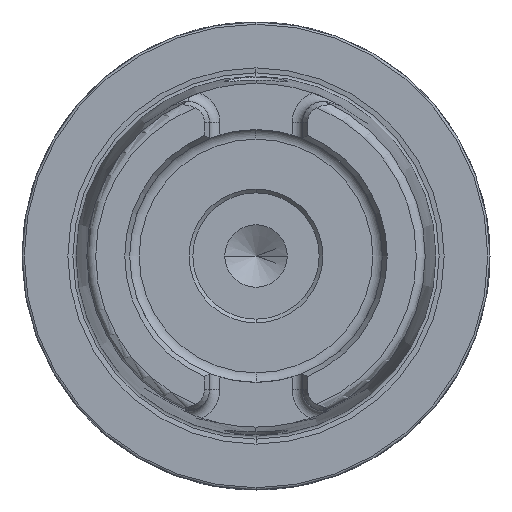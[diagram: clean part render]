
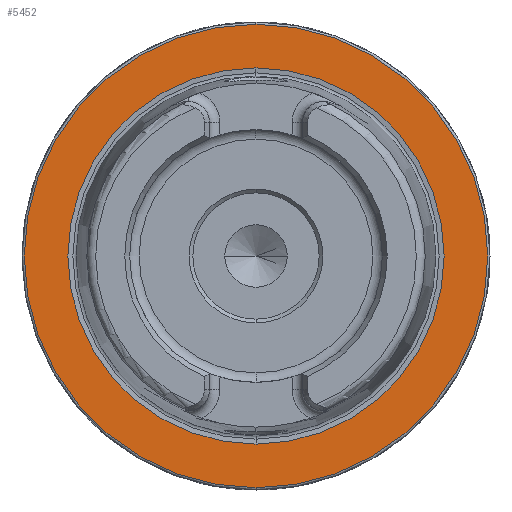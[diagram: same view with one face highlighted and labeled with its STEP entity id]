
A CAD part, left-side view. The second image highlights one B-rep face of the part: STEP entity #5452.
In plain terms, the highlighted planar face has unit normal (-1, 0, 0).
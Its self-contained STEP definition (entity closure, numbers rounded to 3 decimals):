
#14 = CIRCLE ( 'NONE', #10805, 31.2 ) ;
#553 = CARTESIAN_POINT ( 'NONE',  ( 0., 0., -31.2 ) ) ;
#1719 = CARTESIAN_POINT ( 'NONE',  ( 0., 0., 25.324 ) ) ;
#2535 = CARTESIAN_POINT ( 'NONE',  ( 0., 0., 0. ) ) ;
#2579 = VERTEX_POINT ( 'NONE', #553 ) ;
#2744 = ORIENTED_EDGE ( 'NONE', *, *, #13875, .F. ) ;
#2769 = EDGE_LOOP ( 'NONE', ( #3363, #6365 ) ) ;
#2865 = DIRECTION ( 'NONE',  ( 0., 0., 1. ) ) ;
#3018 = CARTESIAN_POINT ( 'NONE',  ( 0., 0., 31.2 ) ) ;
#3287 = CARTESIAN_POINT ( 'NONE',  ( 0., 31.2, 0. ) ) ;
#3363 = ORIENTED_EDGE ( 'NONE', *, *, #9050, .T. ) ;
#3896 = CARTESIAN_POINT ( 'NONE',  ( 0., 0., 0. ) ) ;
#3912 = DIRECTION ( 'NONE',  ( -1., 0., 0. ) ) ;
#4055 = EDGE_LOOP ( 'NONE', ( #7354, #2744 ) ) ;
#4385 = DIRECTION ( 'NONE',  ( -1., 0., 0. ) ) ;
#4476 = FACE_OUTER_BOUND ( 'NONE', #2769, .T. ) ;
#4485 = CARTESIAN_POINT ( 'NONE',  ( 0., 0., 0. ) ) ;
#4897 = AXIS2_PLACEMENT_3D ( 'NONE', #2535, #3912, #8419 ) ;
#5020 = DIRECTION ( 'NONE',  ( -1., 0., 0. ) ) ;
#5071 = DIRECTION ( 'NONE',  ( -1., 0., 0. ) ) ;
#5452 = ADVANCED_FACE ( 'NONE', ( #7071, #4476 ), #9898, .F. ) ;
#5590 = DIRECTION ( 'NONE',  ( 0., 0., 1. ) ) ;
#6365 = ORIENTED_EDGE ( 'NONE', *, *, #12078, .T. ) ;
#6558 = DIRECTION ( 'NONE',  ( 0., 0., -1. ) ) ;
#7071 = FACE_BOUND ( 'NONE', #4055, .T. ) ;
#7165 = AXIS2_PLACEMENT_3D ( 'NONE', #3896, #5020, #12766 ) ;
#7219 = VERTEX_POINT ( 'NONE', #7329 ) ;
#7329 = CARTESIAN_POINT ( 'NONE',  ( 0., 0., -25.324 ) ) ;
#7354 = ORIENTED_EDGE ( 'NONE', *, *, #8087, .F. ) ;
#7569 = CIRCLE ( 'NONE', #7165, 25.324 ) ;
#8087 = EDGE_CURVE ( 'NONE', #9080, #7219, #8281, .T. ) ;
#8281 = CIRCLE ( 'NONE', #12694, 25.324 ) ;
#8419 = DIRECTION ( 'NONE',  ( 0., 0., 1. ) ) ;
#8561 = AXIS2_PLACEMENT_3D ( 'NONE', #3287, #10982, #6558 ) ;
#9050 = EDGE_CURVE ( 'NONE', #11514, #2579, #12223, .T. ) ;
#9080 = VERTEX_POINT ( 'NONE', #1719 ) ;
#9898 = PLANE ( 'NONE',  #8561 ) ;
#10805 = AXIS2_PLACEMENT_3D ( 'NONE', #4485, #4385, #5590 ) ;
#10982 = DIRECTION ( 'NONE',  ( 1., 0., 0. ) ) ;
#11514 = VERTEX_POINT ( 'NONE', #3018 ) ;
#12078 = EDGE_CURVE ( 'NONE', #2579, #11514, #14, .T. ) ;
#12223 = CIRCLE ( 'NONE', #4897, 31.2 ) ;
#12694 = AXIS2_PLACEMENT_3D ( 'NONE', #14068, #5071, #2865 ) ;
#12766 = DIRECTION ( 'NONE',  ( 0., 0., 1. ) ) ;
#13875 = EDGE_CURVE ( 'NONE', #7219, #9080, #7569, .T. ) ;
#14068 = CARTESIAN_POINT ( 'NONE',  ( 0., 0., 0. ) ) ;
